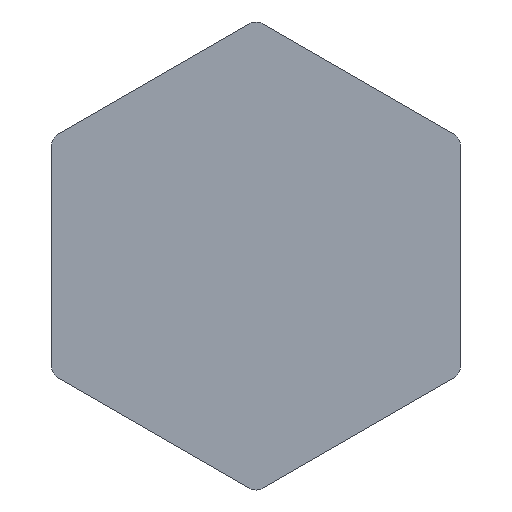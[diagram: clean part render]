
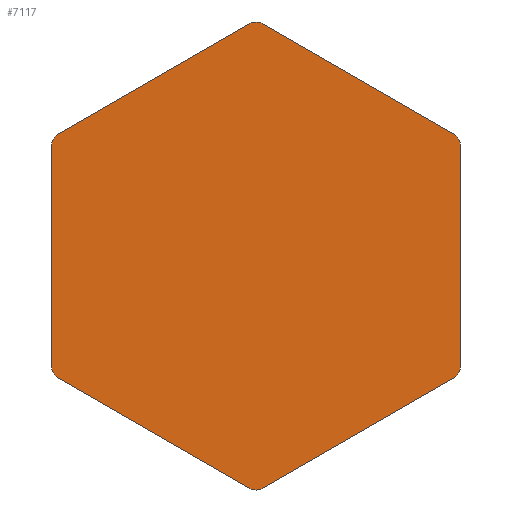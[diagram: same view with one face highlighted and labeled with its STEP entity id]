
A CAD part, front view. The second image highlights one B-rep face of the part: STEP entity #7117.
In plain terms, the highlighted planar face has unit normal (0, -1, 0).
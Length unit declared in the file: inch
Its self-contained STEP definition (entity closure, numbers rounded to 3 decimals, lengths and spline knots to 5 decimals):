
#92=PLANE('',#7569);
#336=FACE_OUTER_BOUND('',#766,.T.);
#766=EDGE_LOOP('',(#4806,#4807,#4808,#4809,#4810,#4811,#4812,#4813,#4814,
#4815,#4816,#4817));
#1269=LINE('',#10682,#1960);
#1272=LINE('',#10688,#1963);
#1273=LINE('',#10692,#1964);
#1274=LINE('',#10696,#1965);
#1275=LINE('',#10700,#1966);
#1276=LINE('',#10704,#1967);
#1960=VECTOR('',#8381,0.3937);
#1963=VECTOR('',#8386,0.3937);
#1964=VECTOR('',#8389,0.3937);
#1965=VECTOR('',#8392,0.3937);
#1966=VECTOR('',#8395,0.3937);
#1967=VECTOR('',#8398,0.3937);
#2650=CIRCLE('',#7567,0.125);
#2651=CIRCLE('',#7570,0.125);
#2652=CIRCLE('',#7571,0.125);
#2653=CIRCLE('',#7572,0.125);
#2654=CIRCLE('',#7573,0.125);
#2655=CIRCLE('',#7574,0.125);
#3025=VERTEX_POINT('',#10675);
#3026=VERTEX_POINT('',#10677);
#3027=VERTEX_POINT('',#10681);
#3029=VERTEX_POINT('',#10687);
#3030=VERTEX_POINT('',#10689);
#3031=VERTEX_POINT('',#10691);
#3032=VERTEX_POINT('',#10693);
#3033=VERTEX_POINT('',#10695);
#3034=VERTEX_POINT('',#10697);
#3035=VERTEX_POINT('',#10699);
#3036=VERTEX_POINT('',#10701);
#3037=VERTEX_POINT('',#10703);
#3735=EDGE_CURVE('',#3025,#3026,#2650,.T.);
#3737=EDGE_CURVE('',#3027,#3026,#1269,.T.);
#3740=EDGE_CURVE('',#3025,#3029,#1272,.T.);
#3741=EDGE_CURVE('',#3030,#3029,#2651,.T.);
#3742=EDGE_CURVE('',#3030,#3031,#1273,.T.);
#3743=EDGE_CURVE('',#3032,#3031,#2652,.T.);
#3744=EDGE_CURVE('',#3032,#3033,#1274,.T.);
#3745=EDGE_CURVE('',#3034,#3033,#2653,.T.);
#3746=EDGE_CURVE('',#3034,#3035,#1275,.T.);
#3747=EDGE_CURVE('',#3036,#3035,#2654,.T.);
#3748=EDGE_CURVE('',#3036,#3037,#1276,.T.);
#3749=EDGE_CURVE('',#3027,#3037,#2655,.T.);
#4806=ORIENTED_EDGE('',*,*,#3735,.F.);
#4807=ORIENTED_EDGE('',*,*,#3740,.T.);
#4808=ORIENTED_EDGE('',*,*,#3741,.F.);
#4809=ORIENTED_EDGE('',*,*,#3742,.T.);
#4810=ORIENTED_EDGE('',*,*,#3743,.F.);
#4811=ORIENTED_EDGE('',*,*,#3744,.T.);
#4812=ORIENTED_EDGE('',*,*,#3745,.F.);
#4813=ORIENTED_EDGE('',*,*,#3746,.T.);
#4814=ORIENTED_EDGE('',*,*,#3747,.F.);
#4815=ORIENTED_EDGE('',*,*,#3748,.T.);
#4816=ORIENTED_EDGE('',*,*,#3749,.F.);
#4817=ORIENTED_EDGE('',*,*,#3737,.T.);
#7117=ADVANCED_FACE('',(#336),#92,.F.);
#7567=AXIS2_PLACEMENT_3D('',#10678,#8376,#8377);
#7569=AXIS2_PLACEMENT_3D('',#10686,#8384,#8385);
#7570=AXIS2_PLACEMENT_3D('',#10690,#8387,#8388);
#7571=AXIS2_PLACEMENT_3D('',#10694,#8390,#8391);
#7572=AXIS2_PLACEMENT_3D('',#10698,#8393,#8394);
#7573=AXIS2_PLACEMENT_3D('',#10702,#8396,#8397);
#7574=AXIS2_PLACEMENT_3D('',#10705,#8399,#8400);
#8376=DIRECTION('center_axis',(0.,1.,0.));
#8377=DIRECTION('ref_axis',(0.,0.,-1.));
#8381=DIRECTION('',(0.866,0.,-0.5));
#8384=DIRECTION('center_axis',(0.,1.,0.));
#8385=DIRECTION('ref_axis',(0.,0.,1.));
#8386=DIRECTION('',(0.866,0.,0.5));
#8387=DIRECTION('center_axis',(0.,1.,0.));
#8388=DIRECTION('ref_axis',(0.866,0.,-0.5));
#8389=DIRECTION('',(0.,0.,1.));
#8390=DIRECTION('center_axis',(0.,1.,0.));
#8391=DIRECTION('ref_axis',(0.866,0.,0.5));
#8392=DIRECTION('',(-0.866,0.,0.5));
#8393=DIRECTION('center_axis',(0.,1.,0.));
#8394=DIRECTION('ref_axis',(0.,0.,1.));
#8395=DIRECTION('',(-0.866,0.,-0.5));
#8396=DIRECTION('center_axis',(0.,1.,0.));
#8397=DIRECTION('ref_axis',(-0.866,0.,0.5));
#8398=DIRECTION('',(0.,0.,-1.));
#8399=DIRECTION('center_axis',(0.,1.,0.));
#8400=DIRECTION('ref_axis',(-0.866,0.,-0.5));
#10675=CARTESIAN_POINT('',(0.0625,0.,-2.375));
#10677=CARTESIAN_POINT('',(-0.0625,0.,-2.375));
#10678=CARTESIAN_POINT('Origin',(0.,0.,-2.26675));
#10681=CARTESIAN_POINT('',(-2.02556,0.,-1.24163));
#10682=CARTESIAN_POINT('',(-2.08806,0.,-1.20554));
#10686=CARTESIAN_POINT('Origin',(0.,0.,0.));
#10687=CARTESIAN_POINT('',(2.02556,0.,-1.24163));
#10688=CARTESIAN_POINT('',(0.,0.,-2.41108));
#10689=CARTESIAN_POINT('',(2.08806,0.,-1.13337));
#10690=CARTESIAN_POINT('Origin',(1.96306,0.,-1.13337));
#10691=CARTESIAN_POINT('',(2.08806,0.,1.13337));
#10692=CARTESIAN_POINT('',(2.08806,0.,-1.20554));
#10693=CARTESIAN_POINT('',(2.02556,0.,1.24163));
#10694=CARTESIAN_POINT('Origin',(1.96306,0.,1.13337));
#10695=CARTESIAN_POINT('',(0.0625,0.,2.375));
#10696=CARTESIAN_POINT('',(2.08806,0.,1.20554));
#10697=CARTESIAN_POINT('',(-0.0625,0.,2.375));
#10698=CARTESIAN_POINT('Origin',(0.,0.,2.26675));
#10699=CARTESIAN_POINT('',(-2.02556,0.,1.24163));
#10700=CARTESIAN_POINT('',(0.,0.,2.41108));
#10701=CARTESIAN_POINT('',(-2.08806,0.,1.13337));
#10702=CARTESIAN_POINT('Origin',(-1.96306,0.,1.13337));
#10703=CARTESIAN_POINT('',(-2.08806,0.,-1.13337));
#10704=CARTESIAN_POINT('',(-2.08806,0.,1.20554));
#10705=CARTESIAN_POINT('Origin',(-1.96306,0.,-1.13337));
